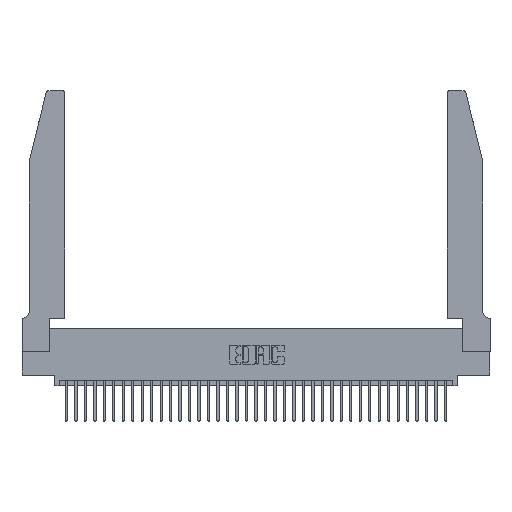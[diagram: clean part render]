
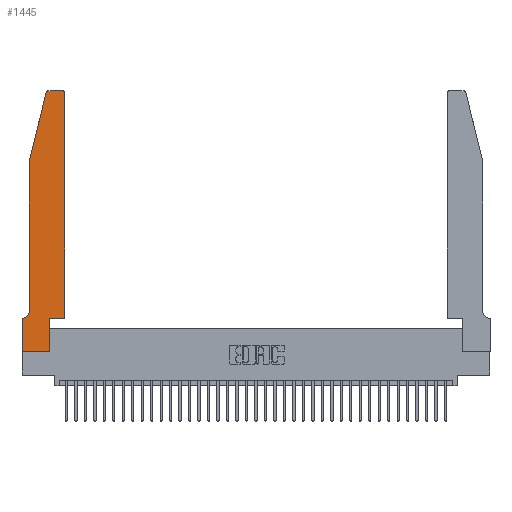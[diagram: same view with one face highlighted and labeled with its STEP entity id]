
A CAD part, top view. The second image highlights one B-rep face of the part: STEP entity #1445.
In plain terms, the highlighted planar face has unit normal (0, 0, 1).
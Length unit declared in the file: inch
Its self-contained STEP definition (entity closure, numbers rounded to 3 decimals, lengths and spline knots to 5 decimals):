
#42 = CARTESIAN_POINT ( 'NONE',  ( 0.4205, 2.75, 0.37 ) ) ;
#357 = LINE ( 'NONE', #888, #21647 ) ;
#888 = CARTESIAN_POINT ( 'NONE',  ( 0., 0., 0.37 ) ) ;
#1310 = DIRECTION ( 'NONE',  ( 0., -1., 0. ) ) ;
#1354 = VERTEX_POINT ( 'NONE', #42 ) ;
#1355 = CARTESIAN_POINT ( 'NONE',  ( 0.4505, 0.35, 0.37 ) ) ;
#1445 = ADVANCED_FACE ( 'NONE', ( #11305 ), #9282, .T. ) ;
#2108 = ORIENTED_EDGE ( 'NONE', *, *, #29479, .T. ) ;
#2170 = ORIENTED_EDGE ( 'NONE', *, *, #3001, .T. ) ;
#2408 = ORIENTED_EDGE ( 'NONE', *, *, #19284, .T. ) ;
#2562 = VERTEX_POINT ( 'NONE', #30719 ) ;
#2707 = VECTOR ( 'NONE', #28240, 39.37008 ) ;
#2860 = EDGE_LOOP ( 'NONE', ( #2108, #18022, #2170, #3152, #2408, #14683, #8693, #8940, #8578, #3790, #10233, #14414 ) ) ;
#3001 = EDGE_CURVE ( 'NONE', #34591, #35534, #20093, .T. ) ;
#3152 = ORIENTED_EDGE ( 'NONE', *, *, #19945, .T. ) ;
#3790 = ORIENTED_EDGE ( 'NONE', *, *, #27136, .T. ) ;
#3920 = DIRECTION ( 'NONE',  ( 1., 0., 0. ) ) ;
#4425 = CARTESIAN_POINT ( 'NONE',  ( 0.284, 2.72, 0.37 ) ) ;
#4634 = DIRECTION ( 'NONE',  ( 0., 1., 0. ) ) ;
#4701 = CARTESIAN_POINT ( 'NONE',  ( 0., 0., 0.37 ) ) ;
#5108 = VECTOR ( 'NONE', #3920, 39.37008 ) ;
#5750 = EDGE_CURVE ( 'NONE', #8254, #34591, #32792, .T. ) ;
#6336 = CARTESIAN_POINT ( 'NONE',  ( 0., 0.35, 0.37 ) ) ;
#7033 = LINE ( 'NONE', #7589, #28999 ) ;
#7249 = DIRECTION ( 'NONE',  ( 0., 1., 0. ) ) ;
#7275 = AXIS2_PLACEMENT_3D ( 'NONE', #4425, #24578, #7390 ) ;
#7323 = LINE ( 'NONE', #23173, #28389 ) ;
#7390 = DIRECTION ( 'NONE',  ( 1., 0., 0. ) ) ;
#7589 = CARTESIAN_POINT ( 'NONE',  ( 0.2865, 0.35, 0.37 ) ) ;
#7752 = VERTEX_POINT ( 'NONE', #4701 ) ;
#7989 = CARTESIAN_POINT ( 'NONE',  ( 0.0755, 0.42, 0.37 ) ) ;
#8157 = DIRECTION ( 'NONE',  ( 0., 0., 1. ) ) ;
#8218 = CARTESIAN_POINT ( 'NONE',  ( 0.4505, 0.35, 0.37 ) ) ;
#8254 = VERTEX_POINT ( 'NONE', #15432 ) ;
#8578 = ORIENTED_EDGE ( 'NONE', *, *, #24050, .T. ) ;
#8693 = ORIENTED_EDGE ( 'NONE', *, *, #16375, .T. ) ;
#8940 = ORIENTED_EDGE ( 'NONE', *, *, #21368, .T. ) ;
#9282 = PLANE ( 'NONE',  #32296 ) ;
#9664 = CARTESIAN_POINT ( 'NONE',  ( 0.2865, 0.35, 0.37 ) ) ;
#9714 = DIRECTION ( 'NONE',  ( 0., -1., 0. ) ) ;
#10233 = ORIENTED_EDGE ( 'NONE', *, *, #26417, .T. ) ;
#10692 = DIRECTION ( 'NONE',  ( -0.239, -0.971, 0. ) ) ;
#10807 = CARTESIAN_POINT ( 'NONE',  ( 0.0755, 2., 0.37 ) ) ;
#10980 = VECTOR ( 'NONE', #7249, 39.37008 ) ;
#11027 = VERTEX_POINT ( 'NONE', #21313 ) ;
#11305 = FACE_OUTER_BOUND ( 'NONE', #2860, .T. ) ;
#12084 = DIRECTION ( 'NONE',  ( 0., 0., 1. ) ) ;
#12860 = CARTESIAN_POINT ( 'NONE',  ( 0.0055, 0.42, 0.37 ) ) ;
#12863 = LINE ( 'NONE', #32539, #5108 ) ;
#14307 = LINE ( 'NONE', #35215, #37008 ) ;
#14414 = ORIENTED_EDGE ( 'NONE', *, *, #15444, .T. ) ;
#14683 = ORIENTED_EDGE ( 'NONE', *, *, #23836, .T. ) ;
#15294 = DIRECTION ( 'NONE',  ( -1., 0., 0. ) ) ;
#15432 = CARTESIAN_POINT ( 'NONE',  ( 0.284, 2.75, 0.37 ) ) ;
#15444 = EDGE_CURVE ( 'NONE', #31756, #1354, #18919, .T. ) ;
#15714 = DIRECTION ( 'NONE',  ( -1., 0., 0. ) ) ;
#16375 = EDGE_CURVE ( 'NONE', #11027, #7752, #357, .T. ) ;
#16989 = VERTEX_POINT ( 'NONE', #20725 ) ;
#18022 = ORIENTED_EDGE ( 'NONE', *, *, #5750, .T. ) ;
#18919 = CIRCLE ( 'NONE', #34544, 0.03 ) ;
#19284 = EDGE_CURVE ( 'NONE', #31119, #2562, #33013, .T. ) ;
#19945 = EDGE_CURVE ( 'NONE', #35534, #31119, #22352, .T. ) ;
#20093 = LINE ( 'NONE', #10807, #20983 ) ;
#20725 = CARTESIAN_POINT ( 'NONE',  ( 0.4505, 0.35, 0.37 ) ) ;
#20983 = VECTOR ( 'NONE', #10692, 39.37008 ) ;
#21060 = CARTESIAN_POINT ( 'NONE',  ( 0.2865, 0., 0.37 ) ) ;
#21313 = CARTESIAN_POINT ( 'NONE',  ( 0., 0.35, 0.37 ) ) ;
#21368 = EDGE_CURVE ( 'NONE', #7752, #29082, #12863, .T. ) ;
#21647 = VECTOR ( 'NONE', #9714, 39.37008 ) ;
#21992 = CARTESIAN_POINT ( 'NONE',  ( 0.0755, 2., 0.37 ) ) ;
#22352 = LINE ( 'NONE', #35703, #36571 ) ;
#23173 = CARTESIAN_POINT ( 'NONE',  ( 0.2605, 2.75, 0.37 ) ) ;
#23836 = EDGE_CURVE ( 'NONE', #2562, #11027, #14307, .T. ) ;
#24050 = EDGE_CURVE ( 'NONE', #29082, #30304, #7033, .T. ) ;
#24166 = AXIS2_PLACEMENT_3D ( 'NONE', #12860, #32775, #15714 ) ;
#24578 = DIRECTION ( 'NONE',  ( 0., 0., 1. ) ) ;
#25326 = CARTESIAN_POINT ( 'NONE',  ( 0.4205, 2.72, 0.37 ) ) ;
#26178 = LINE ( 'NONE', #1355, #10980 ) ;
#26417 = EDGE_CURVE ( 'NONE', #16989, #31756, #26178, .T. ) ;
#27136 = EDGE_CURVE ( 'NONE', #30304, #16989, #33253, .T. ) ;
#28178 = DIRECTION ( 'NONE',  ( 1., 0., 0. ) ) ;
#28240 = DIRECTION ( 'NONE',  ( 1., 0., 0. ) ) ;
#28389 = VECTOR ( 'NONE', #31595, 39.37008 ) ;
#28999 = VECTOR ( 'NONE', #4634, 39.37008 ) ;
#29082 = VERTEX_POINT ( 'NONE', #21060 ) ;
#29295 = DIRECTION ( 'NONE',  ( 1., 0., 0. ) ) ;
#29479 = EDGE_CURVE ( 'NONE', #1354, #8254, #7323, .T. ) ;
#30304 = VERTEX_POINT ( 'NONE', #9664 ) ;
#30719 = CARTESIAN_POINT ( 'NONE',  ( 0.0055, 0.35, 0.37 ) ) ;
#31119 = VERTEX_POINT ( 'NONE', #7989 ) ;
#31595 = DIRECTION ( 'NONE',  ( -1., 0., 0. ) ) ;
#31756 = VERTEX_POINT ( 'NONE', #33439 ) ;
#32296 = AXIS2_PLACEMENT_3D ( 'NONE', #6336, #12084, #29295 ) ;
#32539 = CARTESIAN_POINT ( 'NONE',  ( 0., 0., 0.37 ) ) ;
#32775 = DIRECTION ( 'NONE',  ( 0., 0., -1. ) ) ;
#32792 = CIRCLE ( 'NONE', #7275, 0.03 ) ;
#32842 = CARTESIAN_POINT ( 'NONE',  ( 0.25487, 2.72718, 0.37 ) ) ;
#33013 = CIRCLE ( 'NONE', #24166, 0.07 ) ;
#33253 = LINE ( 'NONE', #8218, #2707 ) ;
#33439 = CARTESIAN_POINT ( 'NONE',  ( 0.4505, 2.72, 0.37 ) ) ;
#34544 = AXIS2_PLACEMENT_3D ( 'NONE', #25326, #8157, #28178 ) ;
#34591 = VERTEX_POINT ( 'NONE', #32842 ) ;
#35215 = CARTESIAN_POINT ( 'NONE',  ( 0.0755, 0.35, 0.37 ) ) ;
#35534 = VERTEX_POINT ( 'NONE', #21992 ) ;
#35703 = CARTESIAN_POINT ( 'NONE',  ( 0.0755, 2., 0.37 ) ) ;
#36571 = VECTOR ( 'NONE', #1310, 39.37008 ) ;
#37008 = VECTOR ( 'NONE', #15294, 39.37008 ) ;
